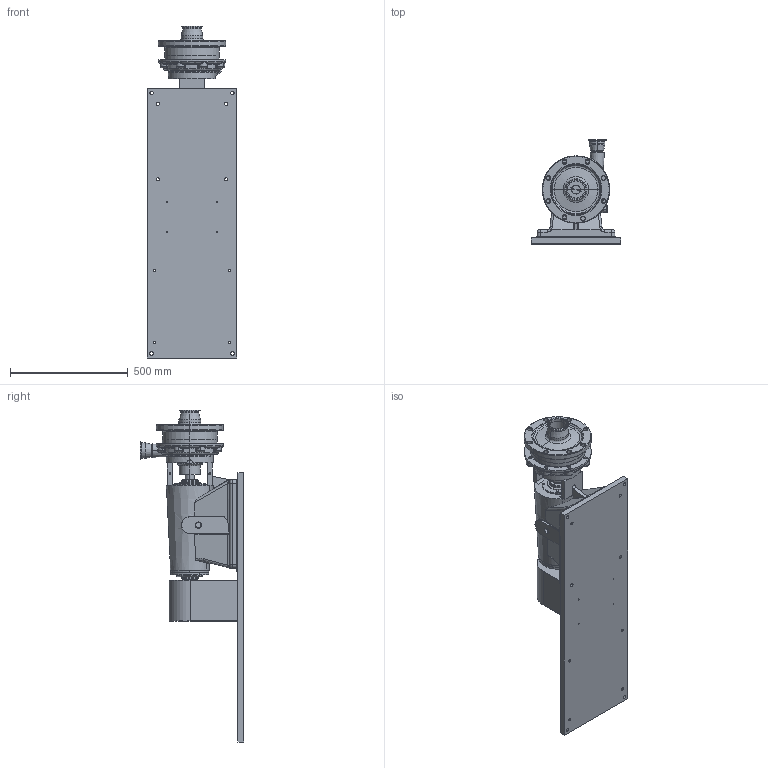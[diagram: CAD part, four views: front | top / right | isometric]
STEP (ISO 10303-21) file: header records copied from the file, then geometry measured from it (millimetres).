
FILE_DESCRIPTION (( 'STEP AP214' ), '1' );
FILE_NAME ('FM322 3 X 2.5 CLAMP 326TS MOUNTING HOLES.STEP', '2023-10-11T14:59:11', ( '' ), ( '' ), 'SwSTEP 2.0', 'SolidWorks 2023', '' );
FILE_SCHEMA (( 'AUTOMOTIVE_DESIGN' ));
Length unit declared in the file: millimetre
Products named in the file (5): 1713001012; 1235000035; 1275000303 3 X 2.5 CLAMP_3 X 2.5 CLAMP; FM322 3 X 2.5 CLAMP 326TS MOUNTING HOLES; 1165000029
Assembly tree (4 placements, depth 2):
  FM322 3 X 2.5 CLAMP 326TS MOUNTING HOLES
    1713001012
    1235000035
    1165000029
    1275000303 3 X 2.5 CLAMP_3 X 2.5 CLAMP
Bounding box: 381 x 440.59 x 1408.4 mm (x, y, z)
Volume: 11868948.6 mm3; surface area: 2865827.5 mm2
Topology: 3 solids, 19 shells, 779 faces, 2084 edges, 1303 vertices
Faces by surface type: cylinder 319, plane 169, torus 107, cone 106, bspline 77, sphere 1
Entity records: 31952 total; most frequent: CARTESIAN_POINT 12482, DIRECTION 4243, ORIENTED_EDGE 3870, EDGE_CURVE 2068, AXIS2_PLACEMENT_3D 1748, VERTEX_POINT 1303, CIRCLE 1038, EDGE_LOOP 926
